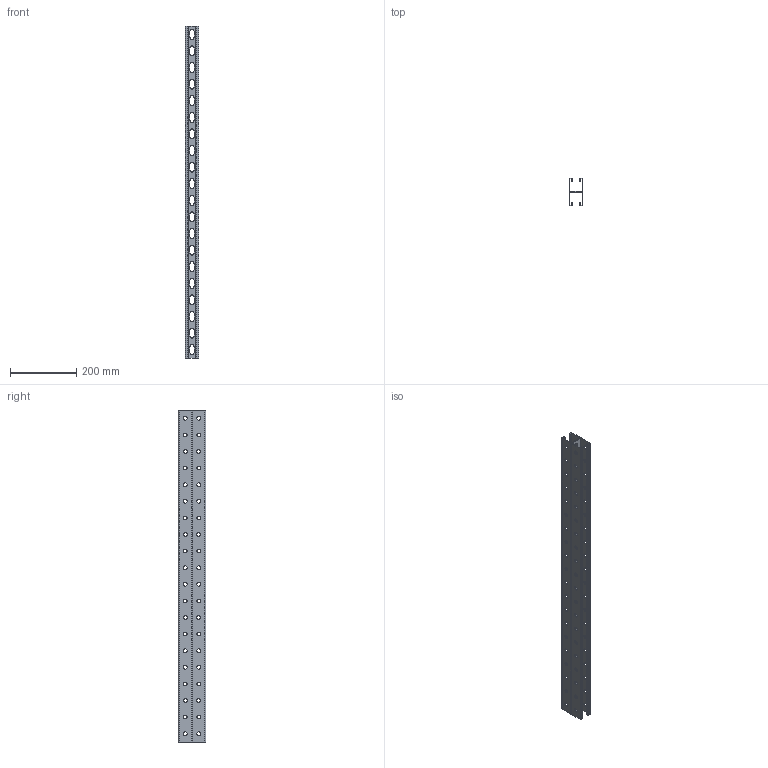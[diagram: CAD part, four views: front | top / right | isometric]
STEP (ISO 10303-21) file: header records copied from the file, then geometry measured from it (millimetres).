
FILE_DESCRIPTION (( 'STEP AP203' ), '1' );
FILE_NAME ('Äâîéíîé STRUT-ïðîôèëü_h41-L1000.step', '2022-01-24T13:19:05', ( '' ), ( '' ), 'SwSTEP 2.0', 'SolidWorks 2017', '' );
FILE_SCHEMA (( 'CONFIG_CONTROL_DESIGN' ));
Length unit declared in the file: millimetre
Products named in the file (2): STRUT-镳铘桦黖h41-1000; Äâîéíîé STRUT-ïðîôèëü_h41-L1000
Assembly tree (2 placements, depth 2):
  Äâîéíîé STRUT-ïðîôèëü_h41-L1000
    STRUT-镳铘桦黖h41-1000  x2
Bounding box: 41 x 82 x 1000 mm (x, y, z)
Volume: 393730.9 mm3; surface area: 546880 mm2
Topology: 2 solids, 2 shells, 3772 faces, 11256 edges, 7488 vertices
Faces by surface type: plane 3520, cylinder 252
Entity records: 62700 total; most frequent: CARTESIAN_POINT 11263, ORIENTED_EDGE 11256, DIRECTION 9662, EDGE_CURVE 5628, LINE 5376, VECTOR 5376, VERTEX_POINT 3744, AXIS2_PLACEMENT_3D 2143
